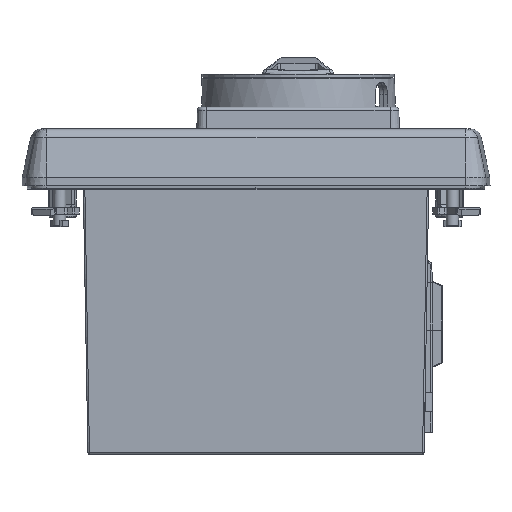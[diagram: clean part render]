
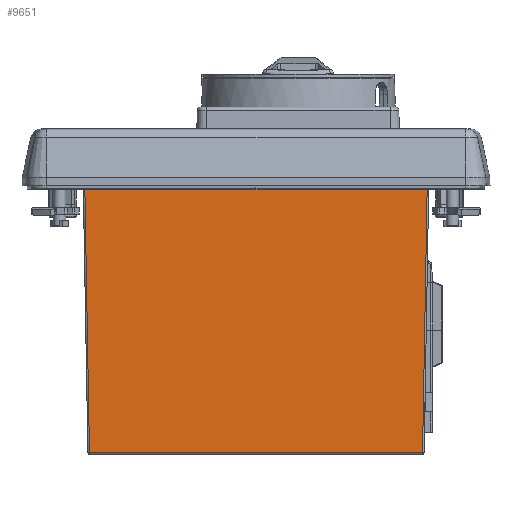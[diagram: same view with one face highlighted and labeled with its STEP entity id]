
A CAD part, front view. The second image highlights one B-rep face of the part: STEP entity #9651.
In plain terms, the highlighted planar face has unit normal (0, -1, -0.018).
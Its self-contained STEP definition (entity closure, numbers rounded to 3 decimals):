
#9651=ADVANCED_FACE('',(#15300),#12378,.T.);
#12378=PLANE('',#87871);
#15300=FACE_OUTER_BOUND('',#19195,.T.);
#19195=EDGE_LOOP('',(#35032,#35033,#35034,#35035));
#35032=ORIENTED_EDGE('',*,*,#61234,.F.);
#35033=ORIENTED_EDGE('',*,*,#61640,.F.);
#35034=ORIENTED_EDGE('',*,*,#61641,.F.);
#35035=ORIENTED_EDGE('',*,*,#61230,.F.);
#49346=VERTEX_POINT('',#149346);
#49348=VERTEX_POINT('',#149349);
#49350=VERTEX_POINT('',#149355);
#49624=VERTEX_POINT('',#150614);
#61230=EDGE_CURVE('',#49346,#49348,#72035,.T.);
#61234=EDGE_CURVE('',#49350,#49346,#72037,.T.);
#61640=EDGE_CURVE('',#49624,#49350,#72322,.T.);
#61641=EDGE_CURVE('',#49348,#49624,#72323,.T.);
#72035=LINE('',#149348,#80866);
#72037=LINE('',#149356,#80868);
#72322=LINE('',#150613,#81153);
#72323=LINE('',#150615,#81154);
#80866=VECTOR('',#104306,1.);
#80868=VECTOR('',#104314,1.);
#81153=VECTOR('',#104945,1.);
#81154=VECTOR('',#104946,1.);
#87871=AXIS2_PLACEMENT_3D('',#150616,#104947,#104948);
#104306=DIRECTION('',(-0.017,-0.017,1.));
#104314=DIRECTION('',(-1.,0.,0.));
#104945=DIRECTION('',(-0.017,0.017,-1.));
#104946=DIRECTION('',(1.,0.,0.));
#104947=DIRECTION('',(0.,-1.,-0.017));
#104948=DIRECTION('',(0.707,-0.012,0.707));
#149346=CARTESIAN_POINT('',(-53.409,-33.907,-85.509));
#149348=CARTESIAN_POINT('',(-54.122,-34.621,-44.652));
#149349=CARTESIAN_POINT('',(-54.901,-35.4,0.));
#149355=CARTESIAN_POINT('',(53.409,-33.907,-85.509));
#149356=CARTESIAN_POINT('',(33.25,-33.907,-85.509));
#150613=CARTESIAN_POINT('',(54.142,-34.641,-43.492));
#150614=CARTESIAN_POINT('',(54.901,-35.4,0.));
#150615=CARTESIAN_POINT('',(-66.5,-35.4,0.));
#150616=CARTESIAN_POINT('',(66.5,-35.4,0.));
